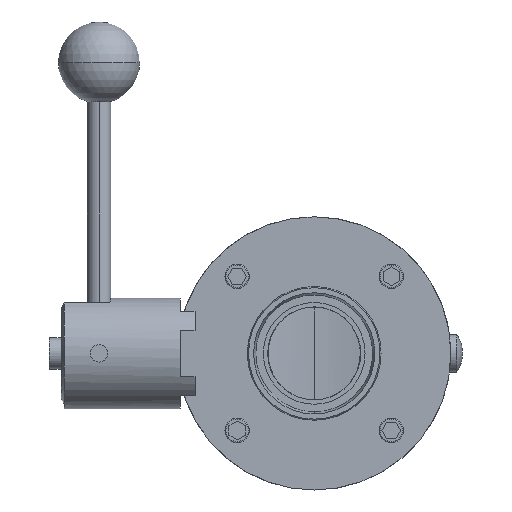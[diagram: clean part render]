
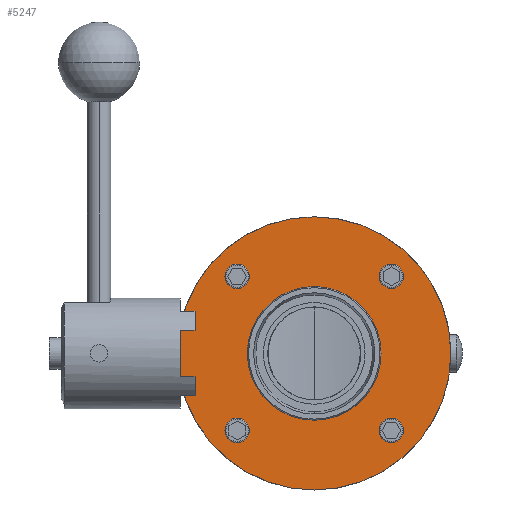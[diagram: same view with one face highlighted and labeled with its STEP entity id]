
A CAD part, left-side view. The second image highlights one B-rep face of the part: STEP entity #5247.
In plain terms, the highlighted planar face has unit normal (-1, 0, 0).
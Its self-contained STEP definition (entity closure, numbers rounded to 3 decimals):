
#29 = FACE_OUTER_BOUND ( 'NONE', #219, .T. ) ;
#91 = CARTESIAN_POINT ( 'NONE',  ( -12.25, -26.517, 26.517 ) ) ;
#98 = FACE_BOUND ( 'NONE', #6033, .T. ) ;
#127 = CARTESIAN_POINT ( 'NONE',  ( -12.25, 26.517, -22.317 ) ) ;
#197 = CIRCLE ( 'NONE', #2828, 4.2 ) ;
#201 = CIRCLE ( 'NONE', #1111, 20. ) ;
#219 = EDGE_LOOP ( 'NONE', ( #570, #7099 ) ) ;
#234 = ORIENTED_EDGE ( 'NONE', *, *, #6266, .F. ) ;
#257 = DIRECTION ( 'NONE',  ( -1., 0., 0. ) ) ;
#272 = CARTESIAN_POINT ( 'NONE',  ( -12.25, -26.517, 22.317 ) ) ;
#328 = EDGE_CURVE ( 'NONE', #953, #6917, #6409, .T. ) ;
#380 = CARTESIAN_POINT ( 'NONE',  ( -12.25, -26.517, 30.717 ) ) ;
#396 = DIRECTION ( 'NONE',  ( 0., 0., -1. ) ) ;
#498 = DIRECTION ( 'NONE',  ( 0., 0., -1. ) ) ;
#570 = ORIENTED_EDGE ( 'NONE', *, *, #3711, .T. ) ;
#623 = EDGE_CURVE ( 'NONE', #6787, #2843, #2341, .T. ) ;
#639 = CARTESIAN_POINT ( 'NONE',  ( -12.25, -26.517, -30.717 ) ) ;
#652 = ORIENTED_EDGE ( 'NONE', *, *, #6314, .F. ) ;
#725 = CARTESIAN_POINT ( 'NONE',  ( -12.25, 26.517, -30.717 ) ) ;
#953 = VERTEX_POINT ( 'NONE', #725 ) ;
#968 = VERTEX_POINT ( 'NONE', #6075 ) ;
#1013 = EDGE_CURVE ( 'NONE', #2843, #6787, #197, .T. ) ;
#1044 = CARTESIAN_POINT ( 'NONE',  ( -12.25, 26.517, 26.517 ) ) ;
#1075 = VERTEX_POINT ( 'NONE', #4792 ) ;
#1098 = EDGE_CURVE ( 'NONE', #5766, #2031, #6875, .T. ) ;
#1105 = CARTESIAN_POINT ( 'NONE',  ( -12.25, 26.517, -26.517 ) ) ;
#1111 = AXIS2_PLACEMENT_3D ( 'NONE', #2360, #257, #5740 ) ;
#1132 = DIRECTION ( 'NONE',  ( 0., 0., 1. ) ) ;
#1164 = AXIS2_PLACEMENT_3D ( 'NONE', #91, #4071, #2267 ) ;
#1166 = FACE_BOUND ( 'NONE', #6189, .T. ) ;
#1199 = DIRECTION ( 'NONE',  ( 0., 0., -1. ) ) ;
#1300 = CARTESIAN_POINT ( 'NONE',  ( -12.25, 0., 20. ) ) ;
#1342 = VERTEX_POINT ( 'NONE', #2145 ) ;
#1618 = CIRCLE ( 'NONE', #4395, 47. ) ;
#1673 = DIRECTION ( 'NONE',  ( 0., 0., -1. ) ) ;
#1809 = DIRECTION ( 'NONE',  ( -1., 0., 0. ) ) ;
#2031 = VERTEX_POINT ( 'NONE', #272 ) ;
#2145 = CARTESIAN_POINT ( 'NONE',  ( -12.25, 26.517, 30.717 ) ) ;
#2204 = FACE_BOUND ( 'NONE', #5690, .T. ) ;
#2266 = DIRECTION ( 'NONE',  ( -1., 0., 0. ) ) ;
#2267 = DIRECTION ( 'NONE',  ( 0., 0., -1. ) ) ;
#2279 = ORIENTED_EDGE ( 'NONE', *, *, #5867, .F. ) ;
#2309 = AXIS2_PLACEMENT_3D ( 'NONE', #3879, #4869, #4359 ) ;
#2312 = VERTEX_POINT ( 'NONE', #6031 ) ;
#2341 = CIRCLE ( 'NONE', #4198, 4.2 ) ;
#2358 = AXIS2_PLACEMENT_3D ( 'NONE', #7007, #3591, #396 ) ;
#2360 = CARTESIAN_POINT ( 'NONE',  ( -12.25, 0., 0. ) ) ;
#2445 = ORIENTED_EDGE ( 'NONE', *, *, #1098, .F. ) ;
#2532 = VERTEX_POINT ( 'NONE', #1300 ) ;
#2714 = CIRCLE ( 'NONE', #6997, 20. ) ;
#2723 = CIRCLE ( 'NONE', #5736, 4.2 ) ;
#2782 = CARTESIAN_POINT ( 'NONE',  ( -12.25, -26.517, -26.517 ) ) ;
#2828 = AXIS2_PLACEMENT_3D ( 'NONE', #2782, #2266, #1199 ) ;
#2836 = DIRECTION ( 'NONE',  ( -1., 0., 0. ) ) ;
#2843 = VERTEX_POINT ( 'NONE', #639 ) ;
#2931 = AXIS2_PLACEMENT_3D ( 'NONE', #3936, #6626, #1132 ) ;
#2968 = ORIENTED_EDGE ( 'NONE', *, *, #328, .F. ) ;
#3025 = DIRECTION ( 'NONE',  ( -1., 0., 0. ) ) ;
#3039 = DIRECTION ( 'NONE',  ( -1., 0., 0. ) ) ;
#3156 = AXIS2_PLACEMENT_3D ( 'NONE', #1105, #3295, #1673 ) ;
#3295 = DIRECTION ( 'NONE',  ( -1., 0., 0. ) ) ;
#3368 = ORIENTED_EDGE ( 'NONE', *, *, #4673, .F. ) ;
#3472 = ORIENTED_EDGE ( 'NONE', *, *, #623, .F. ) ;
#3591 = DIRECTION ( 'NONE',  ( -1., 0., 0. ) ) ;
#3711 = EDGE_CURVE ( 'NONE', #968, #2312, #1618, .T. ) ;
#3788 = EDGE_CURVE ( 'NONE', #2312, #968, #5567, .T. ) ;
#3879 = CARTESIAN_POINT ( 'NONE',  ( -12.25, 0., 0. ) ) ;
#3936 = CARTESIAN_POINT ( 'NONE',  ( -12.25, 47., 0. ) ) ;
#3972 = DIRECTION ( 'NONE',  ( 0., 0., -1. ) ) ;
#4000 = EDGE_LOOP ( 'NONE', ( #652, #2279 ) ) ;
#4071 = DIRECTION ( 'NONE',  ( -1., 0., 0. ) ) ;
#4198 = AXIS2_PLACEMENT_3D ( 'NONE', #4486, #1809, #3972 ) ;
#4255 = DIRECTION ( 'NONE',  ( 0., 0., -1. ) ) ;
#4350 = CARTESIAN_POINT ( 'NONE',  ( -12.25, -26.517, -22.317 ) ) ;
#4359 = DIRECTION ( 'NONE',  ( 0., 0., 1. ) ) ;
#4389 = CIRCLE ( 'NONE', #1164, 4.2 ) ;
#4395 = AXIS2_PLACEMENT_3D ( 'NONE', #4759, #3039, #6356 ) ;
#4415 = PLANE ( 'NONE',  #2931 ) ;
#4425 = DIRECTION ( 'NONE',  ( -1., 0., 0. ) ) ;
#4473 = ORIENTED_EDGE ( 'NONE', *, *, #6044, .F. ) ;
#4486 = CARTESIAN_POINT ( 'NONE',  ( -12.25, -26.517, -26.517 ) ) ;
#4650 = ORIENTED_EDGE ( 'NONE', *, *, #5332, .F. ) ;
#4673 = EDGE_CURVE ( 'NONE', #2031, #5766, #4389, .T. ) ;
#4719 = DIRECTION ( 'NONE',  ( 0., 0., -1. ) ) ;
#4759 = CARTESIAN_POINT ( 'NONE',  ( -12.25, 0., 0. ) ) ;
#4779 = CARTESIAN_POINT ( 'NONE',  ( -12.25, 0., 0. ) ) ;
#4792 = CARTESIAN_POINT ( 'NONE',  ( -12.25, 0., -20. ) ) ;
#4869 = DIRECTION ( 'NONE',  ( -1., 0., 0. ) ) ;
#4955 = FACE_BOUND ( 'NONE', #5315, .T. ) ;
#5180 = ORIENTED_EDGE ( 'NONE', *, *, #1013, .F. ) ;
#5247 = ADVANCED_FACE ( 'NONE', ( #6555, #4955, #1166, #98, #29, #2204 ), #4415, .F. ) ;
#5251 = DIRECTION ( 'NONE',  ( 0., 0., 1. ) ) ;
#5315 = EDGE_LOOP ( 'NONE', ( #2445, #3368 ) ) ;
#5332 = EDGE_CURVE ( 'NONE', #1075, #2532, #2714, .T. ) ;
#5567 = CIRCLE ( 'NONE', #2309, 47. ) ;
#5690 = EDGE_LOOP ( 'NONE', ( #4473, #4650 ) ) ;
#5736 = AXIS2_PLACEMENT_3D ( 'NONE', #6124, #4425, #498 ) ;
#5740 = DIRECTION ( 'NONE',  ( 0., 0., 1. ) ) ;
#5766 = VERTEX_POINT ( 'NONE', #380 ) ;
#5849 = CIRCLE ( 'NONE', #6538, 4.2 ) ;
#5867 = EDGE_CURVE ( 'NONE', #6465, #1342, #6883, .T. ) ;
#5876 = DIRECTION ( 'NONE',  ( -1., 0., 0. ) ) ;
#6031 = CARTESIAN_POINT ( 'NONE',  ( -12.25, 0., -47. ) ) ;
#6033 = EDGE_LOOP ( 'NONE', ( #234, #2968 ) ) ;
#6044 = EDGE_CURVE ( 'NONE', #2532, #1075, #201, .T. ) ;
#6075 = CARTESIAN_POINT ( 'NONE',  ( -12.25, 0., 47. ) ) ;
#6124 = CARTESIAN_POINT ( 'NONE',  ( -12.25, 26.517, 26.517 ) ) ;
#6189 = EDGE_LOOP ( 'NONE', ( #3472, #5180 ) ) ;
#6266 = EDGE_CURVE ( 'NONE', #6917, #953, #5849, .T. ) ;
#6314 = EDGE_CURVE ( 'NONE', #1342, #6465, #2723, .T. ) ;
#6356 = DIRECTION ( 'NONE',  ( 0., 0., 1. ) ) ;
#6409 = CIRCLE ( 'NONE', #3156, 4.2 ) ;
#6465 = VERTEX_POINT ( 'NONE', #6701 ) ;
#6529 = AXIS2_PLACEMENT_3D ( 'NONE', #1044, #2836, #4255 ) ;
#6538 = AXIS2_PLACEMENT_3D ( 'NONE', #6966, #5876, #4719 ) ;
#6555 = FACE_BOUND ( 'NONE', #4000, .T. ) ;
#6626 = DIRECTION ( 'NONE',  ( 1., 0., 0. ) ) ;
#6701 = CARTESIAN_POINT ( 'NONE',  ( -12.25, 26.517, 22.317 ) ) ;
#6787 = VERTEX_POINT ( 'NONE', #4350 ) ;
#6875 = CIRCLE ( 'NONE', #2358, 4.2 ) ;
#6883 = CIRCLE ( 'NONE', #6529, 4.2 ) ;
#6917 = VERTEX_POINT ( 'NONE', #127 ) ;
#6966 = CARTESIAN_POINT ( 'NONE',  ( -12.25, 26.517, -26.517 ) ) ;
#6997 = AXIS2_PLACEMENT_3D ( 'NONE', #4779, #3025, #5251 ) ;
#7007 = CARTESIAN_POINT ( 'NONE',  ( -12.25, -26.517, 26.517 ) ) ;
#7099 = ORIENTED_EDGE ( 'NONE', *, *, #3788, .T. ) ;
